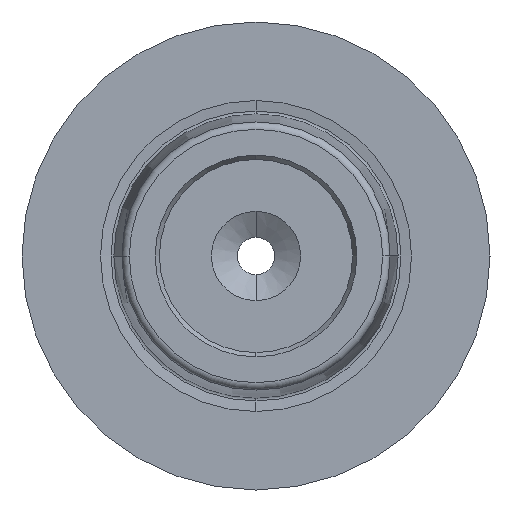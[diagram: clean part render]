
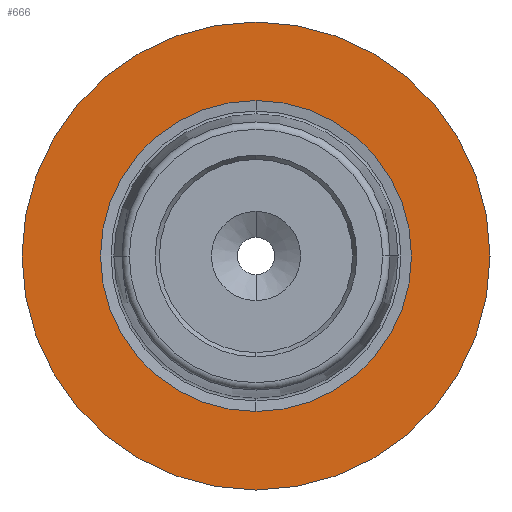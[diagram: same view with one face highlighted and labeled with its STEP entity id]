
A CAD part, left-side view. The second image highlights one B-rep face of the part: STEP entity #666.
In plain terms, the highlighted planar face has unit normal (-1, 0, 0).
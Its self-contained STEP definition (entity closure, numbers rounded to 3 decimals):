
#125 = EDGE_CURVE ( 'NONE', #2969, #3284, #1704, .T. ) ;
#317 = AXIS2_PLACEMENT_3D ( 'NONE', #1155, #1148, #1132 ) ;
#321 = DIRECTION ( 'NONE',  ( 0., 0., -1. ) ) ;
#347 = CARTESIAN_POINT ( 'NONE',  ( 0., 0., 0. ) ) ;
#416 = PLANE ( 'NONE',  #1821 ) ;
#570 = DIRECTION ( 'NONE',  ( 1., 0., 0. ) ) ;
#586 = DIRECTION ( 'NONE',  ( 0., 0., 1. ) ) ;
#610 = DIRECTION ( 'NONE',  ( -1., 0., 0. ) ) ;
#633 = CARTESIAN_POINT ( 'NONE',  ( 0., 0., 0. ) ) ;
#666 = ADVANCED_FACE ( 'NONE', ( #3240, #3236 ), #416, .F. ) ;
#800 = AXIS2_PLACEMENT_3D ( 'NONE', #3135, #1800, #1787 ) ;
#1090 = ORIENTED_EDGE ( 'NONE', *, *, #3232, .F. ) ;
#1132 = DIRECTION ( 'NONE',  ( 0., 0., 1. ) ) ;
#1148 = DIRECTION ( 'NONE',  ( -1., 0., 0. ) ) ;
#1155 = CARTESIAN_POINT ( 'NONE',  ( 0., 0., 0. ) ) ;
#1175 = CIRCLE ( 'NONE', #317, 20.93 ) ;
#1186 = CARTESIAN_POINT ( 'NONE',  ( 0., 0., -31.5 ) ) ;
#1231 = VERTEX_POINT ( 'NONE', #1980 ) ;
#1343 = VERTEX_POINT ( 'NONE', #1482 ) ;
#1482 = CARTESIAN_POINT ( 'NONE',  ( 0., 0., -20.93 ) ) ;
#1539 = CIRCLE ( 'NONE', #2911, 20.93 ) ;
#1704 = CIRCLE ( 'NONE', #3130, 31.5 ) ;
#1787 = DIRECTION ( 'NONE',  ( 0., 0., 1. ) ) ;
#1800 = DIRECTION ( 'NONE',  ( -1., 0., 0. ) ) ;
#1821 = AXIS2_PLACEMENT_3D ( 'NONE', #347, #570, #321 ) ;
#1830 = CARTESIAN_POINT ( 'NONE',  ( 0., 0., 31.5 ) ) ;
#1865 = EDGE_LOOP ( 'NONE', ( #2205, #1090 ) ) ;
#1969 = EDGE_CURVE ( 'NONE', #3284, #2969, #2382, .T. ) ;
#1980 = CARTESIAN_POINT ( 'NONE',  ( 0., 0., 20.93 ) ) ;
#1982 = ORIENTED_EDGE ( 'NONE', *, *, #1969, .T. ) ;
#2168 = ORIENTED_EDGE ( 'NONE', *, *, #125, .T. ) ;
#2190 = EDGE_LOOP ( 'NONE', ( #2168, #1982 ) ) ;
#2205 = ORIENTED_EDGE ( 'NONE', *, *, #2273, .F. ) ;
#2273 = EDGE_CURVE ( 'NONE', #1231, #1343, #1539, .T. ) ;
#2382 = CIRCLE ( 'NONE', #800, 31.5 ) ;
#2911 = AXIS2_PLACEMENT_3D ( 'NONE', #633, #610, #586 ) ;
#2969 = VERTEX_POINT ( 'NONE', #1830 ) ;
#3022 = DIRECTION ( 'NONE',  ( 0., 0., 1. ) ) ;
#3024 = DIRECTION ( 'NONE',  ( -1., 0., 0. ) ) ;
#3029 = CARTESIAN_POINT ( 'NONE',  ( 0., 0., 0. ) ) ;
#3130 = AXIS2_PLACEMENT_3D ( 'NONE', #3029, #3024, #3022 ) ;
#3135 = CARTESIAN_POINT ( 'NONE',  ( 0., 0., 0. ) ) ;
#3232 = EDGE_CURVE ( 'NONE', #1343, #1231, #1175, .T. ) ;
#3236 = FACE_BOUND ( 'NONE', #1865, .T. ) ;
#3240 = FACE_OUTER_BOUND ( 'NONE', #2190, .T. ) ;
#3284 = VERTEX_POINT ( 'NONE', #1186 ) ;
